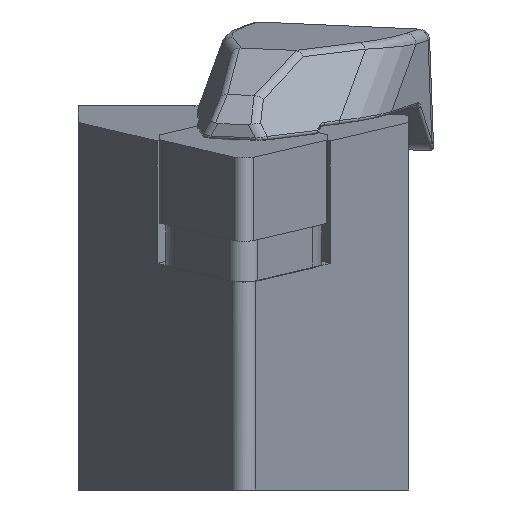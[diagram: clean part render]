
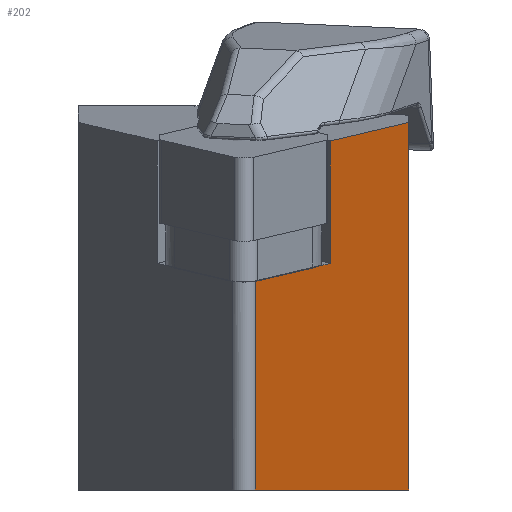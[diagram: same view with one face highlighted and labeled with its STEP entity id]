
A CAD part, left-side view. The second image highlights one B-rep face of the part: STEP entity #202.
In plain terms, the highlighted planar face has unit normal (-0.458, -0.887, -0.056).
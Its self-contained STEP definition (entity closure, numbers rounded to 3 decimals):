
#202=ADVANCED_FACE('',(#391),#333,.F.);
#333=PLANE('',#2281);
#391=FACE_OUTER_BOUND('',#518,.T.);
#518=EDGE_LOOP('',(#1063,#1064,#1065,#1066,#1067,#1068,#1069));
#650=LINE('',#3183,#833);
#654=LINE('',#3192,#837);
#666=LINE('',#3226,#849);
#681=LINE('',#3271,#864);
#682=LINE('',#3272,#865);
#683=LINE('',#3274,#866);
#684=LINE('',#3276,#867);
#833=VECTOR('',#2518,1.);
#837=VECTOR('',#2524,1.);
#849=VECTOR('',#2544,1.);
#864=VECTOR('',#2575,1.);
#865=VECTOR('',#2576,1.);
#866=VECTOR('',#2577,1.);
#867=VECTOR('',#2578,1.);
#1063=ORIENTED_EDGE('',*,*,#1907,.F.);
#1064=ORIENTED_EDGE('',*,*,#1868,.T.);
#1065=ORIENTED_EDGE('',*,*,#1908,.F.);
#1066=ORIENTED_EDGE('',*,*,#1909,.F.);
#1067=ORIENTED_EDGE('',*,*,#1910,.F.);
#1068=ORIENTED_EDGE('',*,*,#1887,.F.);
#1069=ORIENTED_EDGE('',*,*,#1872,.F.);
#1666=VERTEX_POINT('',#3181);
#1668=VERTEX_POINT('',#3184);
#1671=VERTEX_POINT('',#3191);
#1672=VERTEX_POINT('',#3193);
#1686=VERTEX_POINT('',#3227);
#1701=VERTEX_POINT('',#3273);
#1702=VERTEX_POINT('',#3275);
#1868=EDGE_CURVE('',#1668,#1666,#650,.T.);
#1872=EDGE_CURVE('',#1671,#1672,#654,.T.);
#1887=EDGE_CURVE('',#1672,#1686,#666,.T.);
#1907=EDGE_CURVE('',#1668,#1671,#681,.T.);
#1908=EDGE_CURVE('',#1701,#1666,#682,.T.);
#1909=EDGE_CURVE('',#1702,#1701,#683,.T.);
#1910=EDGE_CURVE('',#1686,#1702,#684,.T.);
#2281=AXIS2_PLACEMENT_3D('',#3277,#2579,#2580);
#2518=DIRECTION('',(-0.88,0.462,-0.108));
#2524=DIRECTION('',(0.88,-0.462,0.108));
#2544=DIRECTION('',(0.122,0.,-0.993));
#2575=DIRECTION('',(-0.122,0.,0.993));
#2576=DIRECTION('',(0.88,-0.462,0.108));
#2577=DIRECTION('',(-0.122,0.,0.993));
#2578=DIRECTION('',(-0.888,0.459,0.));
#2579=DIRECTION('',(0.458,0.887,0.056));
#2580=DIRECTION('',(-0.888,0.459,0.));
#3181=CARTESIAN_POINT('',(13.552,-18.259,-8.038));
#3183=CARTESIAN_POINT('',(26.404,-25.,-6.46));
#3184=CARTESIAN_POINT('',(15.038,-19.039,-7.856));
#3191=CARTESIAN_POINT('',(13.901,-19.039,1.405));
#3192=CARTESIAN_POINT('',(25.267,-25.,2.8));
#3193=CARTESIAN_POINT('',(25.267,-25.,2.8));
#3226=CARTESIAN_POINT('',(30.093,-25.,-36.505));
#3227=CARTESIAN_POINT('',(28.68,-25.,-25.));
#3271=CARTESIAN_POINT('',(18.727,-19.039,-37.9));
#3272=CARTESIAN_POINT('',(26.404,-25.,-6.46));
#3273=CARTESIAN_POINT('',(4.262,-13.387,-9.179));
#3274=CARTESIAN_POINT('',(7.951,-13.387,-39.223));
#3275=CARTESIAN_POINT('',(6.205,-13.387,-25.));
#3276=CARTESIAN_POINT('',(29.795,-25.576,-25.));
#3277=CARTESIAN_POINT('',(30.093,-25.,-36.505));
